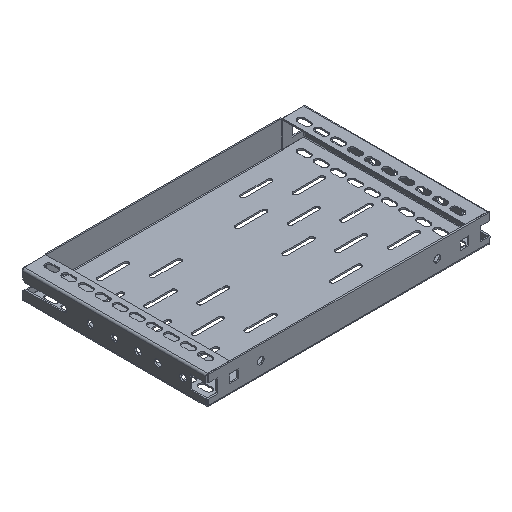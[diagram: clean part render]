
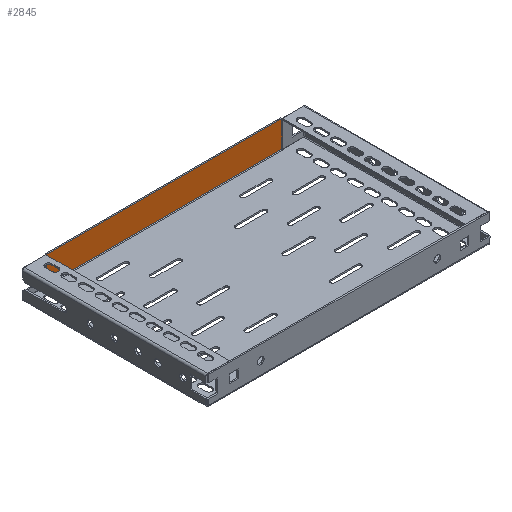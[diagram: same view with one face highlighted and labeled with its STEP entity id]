
A CAD part, isometric view. The second image highlights one B-rep face of the part: STEP entity #2845.
In plain terms, the highlighted planar face has unit normal (0, -1, 0).
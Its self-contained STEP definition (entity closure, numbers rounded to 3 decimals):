
#56 = DIRECTION ( 'NONE',  ( 0., 0., -1. ) ) ;
#655 = LINE ( 'NONE', #10055, #10068 ) ;
#786 = VERTEX_POINT ( 'NONE', #8909 ) ;
#805 = EDGE_CURVE ( 'NONE', #3288, #786, #655, .T. ) ;
#1765 = VECTOR ( 'NONE', #6029, 1000. ) ;
#2038 = VECTOR ( 'NONE', #4923, 1000. ) ;
#2356 = FACE_OUTER_BOUND ( 'NONE', #3632, .T. ) ;
#2845 = ADVANCED_FACE ( 'NONE', ( #2356 ), #13115, .T. ) ;
#3288 = VERTEX_POINT ( 'NONE', #4070 ) ;
#3542 = DIRECTION ( 'NONE',  ( 0., 0., -1. ) ) ;
#3632 = EDGE_LOOP ( 'NONE', ( #8128, #12715, #8089, #10220 ) ) ;
#4070 = CARTESIAN_POINT ( 'NONE',  ( 124., 96.75, 28.5 ) ) ;
#4410 = CARTESIAN_POINT ( 'NONE',  ( -124., 96.75, 28.5 ) ) ;
#4639 = AXIS2_PLACEMENT_3D ( 'NONE', #4410, #6614, #56 ) ;
#4923 = DIRECTION ( 'NONE',  ( 1., 0., 0. ) ) ;
#4965 = CARTESIAN_POINT ( 'NONE',  ( 124., 96.75, 0.6 ) ) ;
#4967 = LINE ( 'NONE', #10354, #2038 ) ;
#5866 = VERTEX_POINT ( 'NONE', #11732 ) ;
#6029 = DIRECTION ( 'NONE',  ( -1., 0., 0. ) ) ;
#6209 = CARTESIAN_POINT ( 'NONE',  ( -124., 96.75, 0.6 ) ) ;
#6501 = EDGE_CURVE ( 'NONE', #12958, #5866, #12955, .T. ) ;
#6614 = DIRECTION ( 'NONE',  ( 0., -1., 0. ) ) ;
#7546 = EDGE_CURVE ( 'NONE', #5866, #3288, #4967, .T. ) ;
#8089 = ORIENTED_EDGE ( 'NONE', *, *, #805, .F. ) ;
#8128 = ORIENTED_EDGE ( 'NONE', *, *, #6501, .F. ) ;
#8909 = CARTESIAN_POINT ( 'NONE',  ( 124., 96.75, 0.6 ) ) ;
#10055 = CARTESIAN_POINT ( 'NONE',  ( 124., 96.75, 28.5 ) ) ;
#10068 = VECTOR ( 'NONE', #3542, 1000. ) ;
#10220 = ORIENTED_EDGE ( 'NONE', *, *, #7546, .F. ) ;
#10354 = CARTESIAN_POINT ( 'NONE',  ( 124., 96.75, 28.5 ) ) ;
#10469 = LINE ( 'NONE', #4965, #1765 ) ;
#11355 = EDGE_CURVE ( 'NONE', #786, #12958, #10469, .T. ) ;
#11732 = CARTESIAN_POINT ( 'NONE',  ( -124., 96.75, 28.5 ) ) ;
#12610 = VECTOR ( 'NONE', #14095, 1000. ) ;
#12715 = ORIENTED_EDGE ( 'NONE', *, *, #11355, .F. ) ;
#12955 = LINE ( 'NONE', #12962, #12610 ) ;
#12958 = VERTEX_POINT ( 'NONE', #6209 ) ;
#12962 = CARTESIAN_POINT ( 'NONE',  ( -124., 96.75, 28.5 ) ) ;
#13115 = PLANE ( 'NONE',  #4639 ) ;
#14095 = DIRECTION ( 'NONE',  ( 0., 0., 1. ) ) ;
